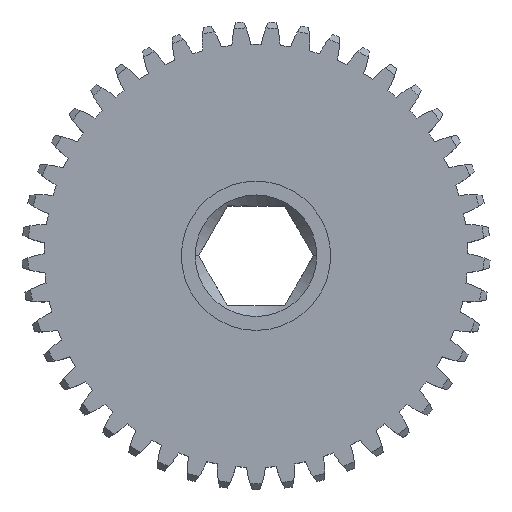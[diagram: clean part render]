
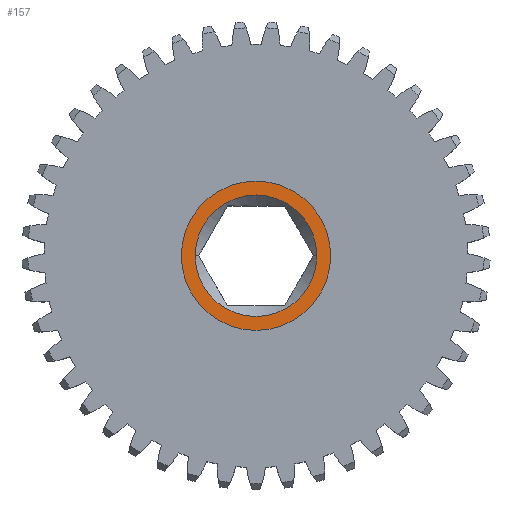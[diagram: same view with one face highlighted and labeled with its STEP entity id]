
A CAD part, top view. The second image highlights one B-rep face of the part: STEP entity #157.
In plain terms, the highlighted planar face has unit normal (0, 0, 1).
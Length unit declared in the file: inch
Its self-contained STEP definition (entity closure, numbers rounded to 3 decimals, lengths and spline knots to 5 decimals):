
#157 = ADVANCED_FACE ( 'NONE', ( #6674, #7468 ), #7421, .T. ) ;
#654 = DIRECTION ( 'NONE',  ( 1., 0., 0. ) ) ;
#955 = CARTESIAN_POINT ( 'NONE',  ( -0.305, 0., 0.4375 ) ) ;
#1460 = DIRECTION ( 'NONE',  ( 0., 0., 1. ) ) ;
#1481 = CIRCLE ( 'NONE', #4888, 0.375 ) ;
#2055 = CARTESIAN_POINT ( 'NONE',  ( -0.375, 0., 0.4375 ) ) ;
#2188 = CIRCLE ( 'NONE', #8982, 0.305 ) ;
#2217 = VERTEX_POINT ( 'NONE', #955 ) ;
#2366 = CARTESIAN_POINT ( 'NONE',  ( 0., 0., 0.4375 ) ) ;
#3246 = ORIENTED_EDGE ( 'NONE', *, *, #9361, .F. ) ;
#3364 = CARTESIAN_POINT ( 'NONE',  ( 0., 0., 0.4375 ) ) ;
#3394 = CIRCLE ( 'NONE', #9525, 0.305 ) ;
#3859 = ORIENTED_EDGE ( 'NONE', *, *, #4747, .T. ) ;
#4047 = DIRECTION ( 'NONE',  ( 0., 0., 1. ) ) ;
#4473 = VERTEX_POINT ( 'NONE', #4480 ) ;
#4480 = CARTESIAN_POINT ( 'NONE',  ( 0.375, 0., 0.4375 ) ) ;
#4600 = AXIS2_PLACEMENT_3D ( 'NONE', #9942, #4047, #6602 ) ;
#4747 = EDGE_CURVE ( 'NONE', #8646, #4473, #1481, .T. ) ;
#4876 = ORIENTED_EDGE ( 'NONE', *, *, #8149, .F. ) ;
#4888 = AXIS2_PLACEMENT_3D ( 'NONE', #2366, #7109, #8754 ) ;
#5144 = ORIENTED_EDGE ( 'NONE', *, *, #10219, .T. ) ;
#5669 = AXIS2_PLACEMENT_3D ( 'NONE', #3364, #8363, #6628 ) ;
#5681 = EDGE_LOOP ( 'NONE', ( #3859, #5144 ) ) ;
#6602 = DIRECTION ( 'NONE',  ( 1., 0., 0. ) ) ;
#6628 = DIRECTION ( 'NONE',  ( 1., 0., 0. ) ) ;
#6674 = FACE_BOUND ( 'NONE', #10141, .T. ) ;
#7088 = DIRECTION ( 'NONE',  ( 0., 0., 1. ) ) ;
#7109 = DIRECTION ( 'NONE',  ( 0., 0., 1. ) ) ;
#7421 = PLANE ( 'NONE',  #5669 ) ;
#7468 = FACE_OUTER_BOUND ( 'NONE', #5681, .T. ) ;
#7935 = CARTESIAN_POINT ( 'NONE',  ( 0.305, 0., 0.4375 ) ) ;
#8119 = VERTEX_POINT ( 'NONE', #7935 ) ;
#8149 = EDGE_CURVE ( 'NONE', #2217, #8119, #2188, .T. ) ;
#8363 = DIRECTION ( 'NONE',  ( 0., 0., 1. ) ) ;
#8646 = VERTEX_POINT ( 'NONE', #2055 ) ;
#8668 = CIRCLE ( 'NONE', #4600, 0.375 ) ;
#8742 = CARTESIAN_POINT ( 'NONE',  ( 0., 0., 0.4375 ) ) ;
#8754 = DIRECTION ( 'NONE',  ( 1., 0., 0. ) ) ;
#8786 = DIRECTION ( 'NONE',  ( 1., 0., 0. ) ) ;
#8982 = AXIS2_PLACEMENT_3D ( 'NONE', #9644, #7088, #8786 ) ;
#9361 = EDGE_CURVE ( 'NONE', #8119, #2217, #3394, .T. ) ;
#9525 = AXIS2_PLACEMENT_3D ( 'NONE', #8742, #1460, #654 ) ;
#9644 = CARTESIAN_POINT ( 'NONE',  ( 0., 0., 0.4375 ) ) ;
#9942 = CARTESIAN_POINT ( 'NONE',  ( 0., 0., 0.4375 ) ) ;
#10141 = EDGE_LOOP ( 'NONE', ( #3246, #4876 ) ) ;
#10219 = EDGE_CURVE ( 'NONE', #4473, #8646, #8668, .T. ) ;
